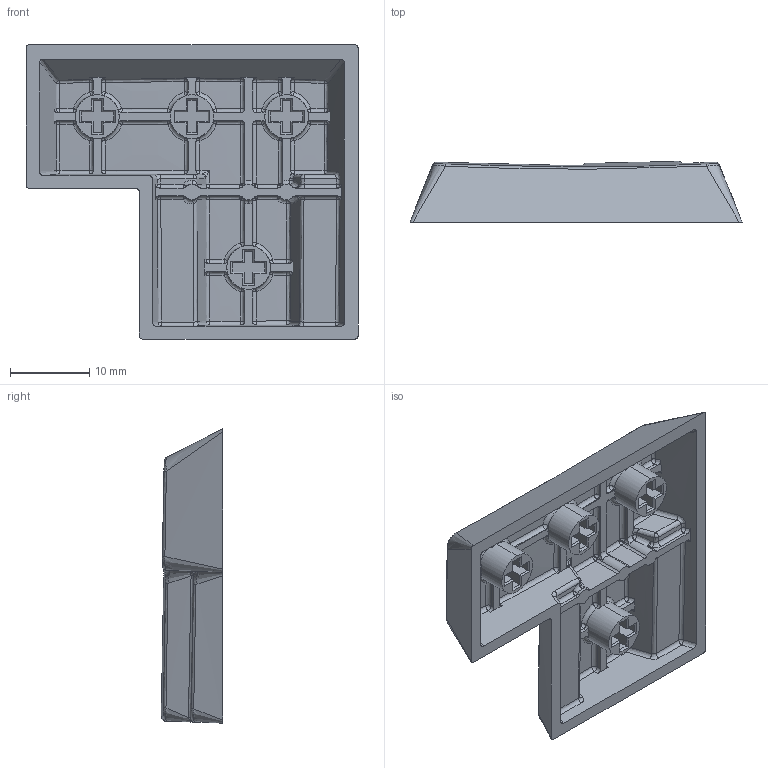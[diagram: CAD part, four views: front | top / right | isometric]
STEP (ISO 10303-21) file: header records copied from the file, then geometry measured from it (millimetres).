
FILE_DESCRIPTION (( 'STEP AP214' ), '1' );
FILE_NAME ('BAE_Double_Step.STEP', '2023-01-31T05:02:39', ( '' ), ( '' ), 'SwSTEP 2.0', 'SolidWorks 2019', '' );
FILE_SCHEMA (( 'AUTOMOTIVE_DESIGN' ));
Length unit declared in the file: millimetre
Products named in the file (1): BAE_Double_Step
Bounding box: 41.91 x 7.73 x 37.15 mm (x, y, z)
Volume: 3651 mm3; surface area: 4603.9 mm2
Topology: 1 solids, 1 shells, 576 faces, 1385 edges, 788 vertices
Faces by surface type: bspline 208, plane 172, cylinder 97, sphere 95, torus 4
Entity records: 20205 total; most frequent: CARTESIAN_POINT 8838, ORIENTED_EDGE 2644, DIRECTION 1975, EDGE_CURVE 1322, AXIS2_PLACEMENT_3D 777, VERTEX_POINT 753, EDGE_LOOP 581, FACE_OUTER_BOUND 576
